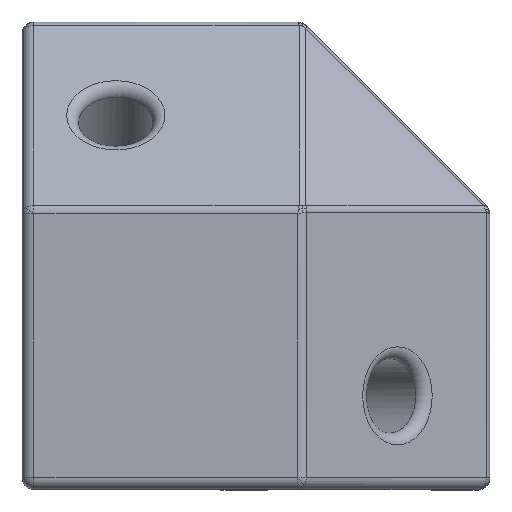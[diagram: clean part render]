
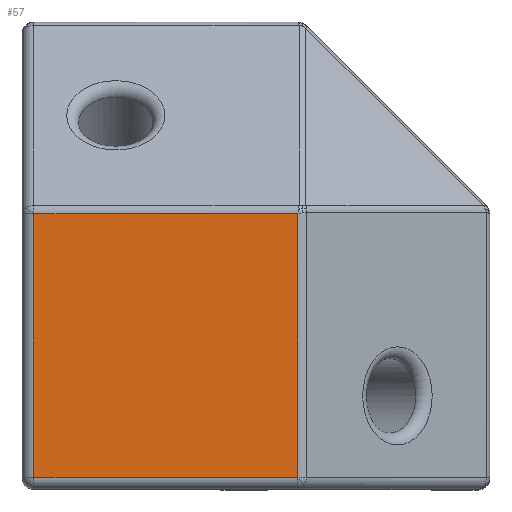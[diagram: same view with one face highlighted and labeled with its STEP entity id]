
A CAD part, top view. The second image highlights one B-rep face of the part: STEP entity #57.
In plain terms, the highlighted planar face has unit normal (0, 0, 1).
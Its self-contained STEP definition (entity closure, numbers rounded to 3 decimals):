
#57=ADVANCED_FACE('',(#284),#286,.T.);
#284=FACE_BOUND('',#285,.T.);
#285=EDGE_LOOP('',(#2294,#2295,#2296,#2297));
#286=PLANE('',#287);
#287=AXIS2_PLACEMENT_3D('',#288,#289,#290);
#288=CARTESIAN_POINT('',(0.,0.,20.));
#289=DIRECTION('',(0.,0.,1.));
#290=DIRECTION('',(-1.,0.,0.));
#2294=ORIENTED_EDGE('',*,*,#3106,.T.);
#2295=ORIENTED_EDGE('',*,*,#3107,.T.);
#2296=ORIENTED_EDGE('',*,*,#3108,.T.);
#2297=ORIENTED_EDGE('',*,*,#3109,.T.);
#3106=EDGE_CURVE('',#3573,#3574,#3575,.T.);
#3107=EDGE_CURVE('',#3574,#3576,#3577,.T.);
#3108=EDGE_CURVE('',#3576,#3578,#3579,.T.);
#3109=EDGE_CURVE('',#3578,#3573,#3580,.T.);
#3573=VERTEX_POINT('',#4337);
#3574=VERTEX_POINT('',#4338);
#3575=LINE('',#4339,#4340);
#3576=VERTEX_POINT('',#4342);
#3577=LINE('',#4343,#4344);
#3578=VERTEX_POINT('',#4346);
#3579=LINE('',#4347,#4348);
#3580=LINE('',#4350,#4351);
#4337=CARTESIAN_POINT('',(-9.5,1.793,20.));
#4338=CARTESIAN_POINT('',(-9.5,-9.5,20.));
#4339=CARTESIAN_POINT('',(-9.5,1.793,20.));
#4340=VECTOR('',#4341,1.);
#4341=DIRECTION('',(0.,-1.,0.));
#4342=CARTESIAN_POINT('',(1.793,-9.5,20.));
#4343=CARTESIAN_POINT('',(-9.5,-9.5,20.));
#4344=VECTOR('',#4345,1.);
#4345=DIRECTION('',(1.,0.,0.));
#4346=CARTESIAN_POINT('',(1.793,1.793,20.));
#4347=CARTESIAN_POINT('',(1.793,-9.5,20.));
#4348=VECTOR('',#4349,1.);
#4349=DIRECTION('',(0.,1.,0.));
#4350=CARTESIAN_POINT('',(1.793,1.793,20.));
#4351=VECTOR('',#4352,1.);
#4352=DIRECTION('',(-1.,0.,0.));
